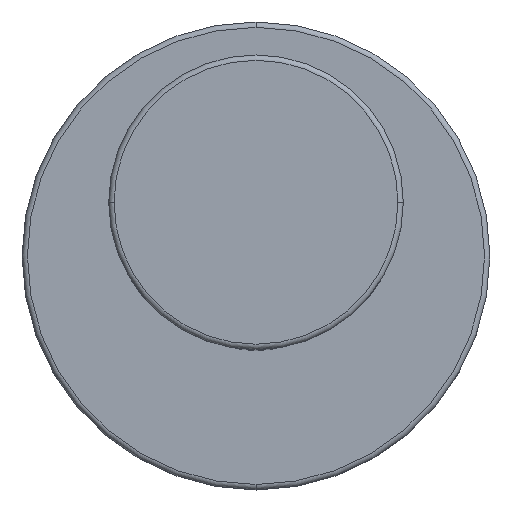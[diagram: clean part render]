
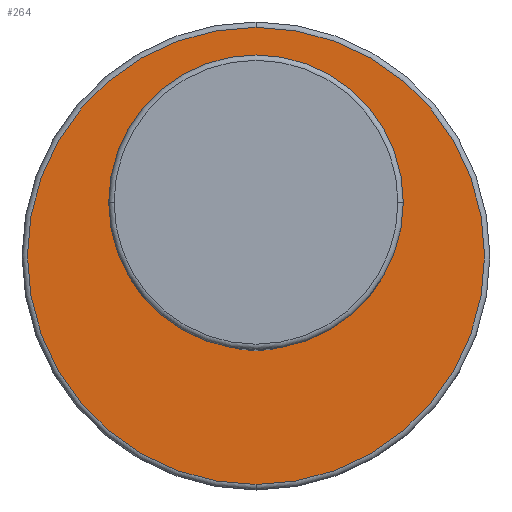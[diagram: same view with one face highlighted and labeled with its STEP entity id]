
A CAD part, top view. The second image highlights one B-rep face of the part: STEP entity #264.
In plain terms, the highlighted planar face has unit normal (0, 0, 1).
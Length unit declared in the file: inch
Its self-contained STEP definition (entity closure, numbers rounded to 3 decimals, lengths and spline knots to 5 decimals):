
#17=CARTESIAN_POINT('',(0.,0.,0.));
#18=DIRECTION('',(0.,0.,1.));
#19=DIRECTION('',(0.,1.,0.));
#20=AXIS2_PLACEMENT_3D('',#17,#18,#19);
#22=CARTESIAN_POINT('',(0.,0.,0.));
#23=DIRECTION('',(0.,0.,1.));
#24=DIRECTION('',(0.,-1.,0.));
#25=AXIS2_PLACEMENT_3D('',#22,#23,#24);
#27=CARTESIAN_POINT('',(0.,0.,0.));
#28=DIRECTION('',(0.,0.,1.));
#29=DIRECTION('',(1.,0.,0.));
#30=AXIS2_PLACEMENT_3D('',#27,#28,#29);
#32=CARTESIAN_POINT('',(0.,0.,0.));
#33=DIRECTION('',(0.,0.,1.));
#34=DIRECTION('',(-1.,0.,0.));
#35=AXIS2_PLACEMENT_3D('',#32,#33,#34);
#170=CARTESIAN_POINT('',(0.,0.855,0.));
#171=CARTESIAN_POINT('',(0.,-0.855,0.));
#172=VERTEX_POINT('',#170);
#173=VERTEX_POINT('',#171);
#178=CARTESIAN_POINT('',(0.3545,0.,0.));
#179=CARTESIAN_POINT('',(-0.3545,0.,0.));
#180=VERTEX_POINT('',#178);
#181=VERTEX_POINT('',#179);
#248=CARTESIAN_POINT('',(0.,0.,0.));
#249=DIRECTION('',(0.,0.,-1.));
#250=DIRECTION('',(0.,-1.,0.));
#251=AXIS2_PLACEMENT_3D('',#248,#249,#250);
#252=PLANE('',#251);
#254=ORIENTED_EDGE('',*,*,#253,.F.);
#255=ORIENTED_EDGE('',*,*,#238,.F.);
#256=EDGE_LOOP('',(#254,#255));
#257=FACE_OUTER_BOUND('',#256,.F.);
#259=ORIENTED_EDGE('',*,*,#258,.T.);
#261=ORIENTED_EDGE('',*,*,#260,.T.);
#262=EDGE_LOOP('',(#259,#261));
#263=FACE_BOUND('',#262,.F.);
#264=ADVANCED_FACE('',(#257,#263),#252,.F.);
#21=CIRCLE('',#20,0.855);
#26=CIRCLE('',#25,0.855);
#31=CIRCLE('',#30,0.3545);
#36=CIRCLE('',#35,0.3545);
#238=EDGE_CURVE('',#173,#172,#26,.T.);
#253=EDGE_CURVE('',#172,#173,#21,.T.);
#258=EDGE_CURVE('',#180,#181,#31,.T.);
#260=EDGE_CURVE('',#181,#180,#36,.T.);
